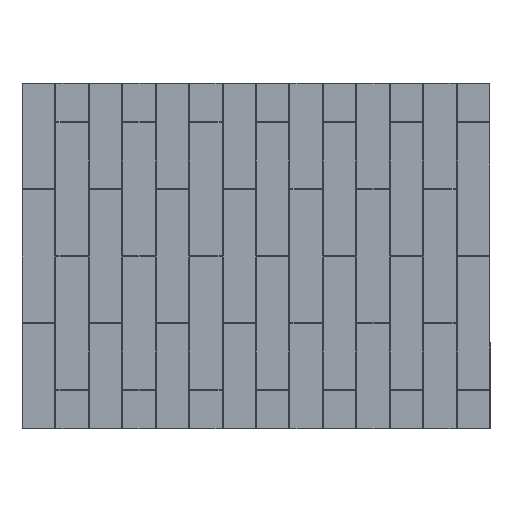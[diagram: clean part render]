
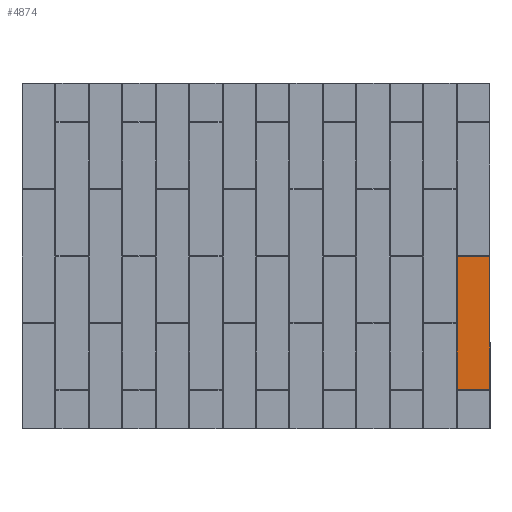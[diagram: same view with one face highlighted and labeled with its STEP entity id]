
A CAD part, top view. The second image highlights one B-rep face of the part: STEP entity #4874.
In plain terms, the highlighted planar face has unit normal (0, 0, 1).
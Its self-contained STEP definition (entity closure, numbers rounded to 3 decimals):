
#827 = EDGE_CURVE ( 'NONE', #62586, #11747, #23930, .T. ) ;
#1486 = DIRECTION ( 'NONE',  ( 0., 0., 1. ) ) ;
#2240 = EDGE_CURVE ( 'NONE', #19448, #5071, #28146, .T. ) ;
#2354 = ORIENTED_EDGE ( 'NONE', *, *, #2240, .T. ) ;
#2735 = CARTESIAN_POINT ( 'NONE',  ( 0., 0., 4.762 ) ) ;
#3291 = DIRECTION ( 'NONE',  ( 1., 0., 0. ) ) ;
#4038 = DIRECTION ( 'NONE',  ( -1., 0., 0. ) ) ;
#4874 = ADVANCED_FACE ( 'NONE', ( #46140 ), #45212, .T. ) ;
#5071 = VERTEX_POINT ( 'NONE', #53437 ) ;
#6171 = DIRECTION ( 'NONE',  ( 0., -1., 0. ) ) ;
#7201 = DIRECTION ( 'NONE',  ( 1., 0., 0. ) ) ;
#9412 = VECTOR ( 'NONE', #52743, 1000. ) ;
#9965 = B_SPLINE_CURVE_WITH_KNOTS ( 'NONE', 3,
 ( #11858, #35031, #49898, #12173, #35945, #25540, #16937, #10938, #31511, #20781 ),
 .UNSPECIFIED., .F., .F.,
 ( 4, 2, 2, 2, 4 ),
 ( 0., 0.128, 0.333, 0.662, 1. ),
 .UNSPECIFIED. ) ;
#10458 = VERTEX_POINT ( 'NONE', #55033 ) ;
#10891 = ORIENTED_EDGE ( 'NONE', *, *, #33491, .F. ) ;
#10938 = CARTESIAN_POINT ( 'NONE',  ( 1068.965, -607.287, 4.762 ) ) ;
#11074 = EDGE_CURVE ( 'NONE', #10458, #24065, #22336, .T. ) ;
#11466 = CARTESIAN_POINT ( 'NONE',  ( 1068.973, -2.3, 4.762 ) ) ;
#11747 = VERTEX_POINT ( 'NONE', #56542 ) ;
#11858 = CARTESIAN_POINT ( 'NONE',  ( 1069.2, -607.446, 4.762 ) ) ;
#12173 = CARTESIAN_POINT ( 'NONE',  ( 1069.125, -607.436, 4.762 ) ) ;
#15299 = ORIENTED_EDGE ( 'NONE', *, *, #11074, .T. ) ;
#16937 = CARTESIAN_POINT ( 'NONE',  ( 1069.009, -607.361, 4.762 ) ) ;
#19448 = VERTEX_POINT ( 'NONE', #51279 ) ;
#20781 = CARTESIAN_POINT ( 'NONE',  ( 1068.954, -607.2, 4.763 ) ) ;
#20979 = EDGE_CURVE ( 'NONE', #10458, #11747, #9965, .T. ) ;
#22240 = CARTESIAN_POINT ( 'NONE',  ( 1069.2, -2.154, 4.762 ) ) ;
#22336 = LINE ( 'NONE', #61606, #29250 ) ;
#23930 = LINE ( 'NONE', #28365, #9412 ) ;
#24065 = VERTEX_POINT ( 'NONE', #48129 ) ;
#25540 = CARTESIAN_POINT ( 'NONE',  ( 1069.04, -607.392, 4.762 ) ) ;
#27699 = AXIS2_PLACEMENT_3D ( 'NONE', #2735, #1486, #7201 ) ;
#28146 = LINE ( 'NONE', #47442, #32805 ) ;
#28365 = CARTESIAN_POINT ( 'NONE',  ( 1068.954, 0., 4.762 ) ) ;
#29250 = VECTOR ( 'NONE', #3291, 1000. ) ;
#30237 = ORIENTED_EDGE ( 'NONE', *, *, #827, .T. ) ;
#30800 = CARTESIAN_POINT ( 'NONE',  ( 1069.008, -2.24, 4.762 ) ) ;
#30871 = CARTESIAN_POINT ( 'NONE',  ( 1218.235, 0., 4.763 ) ) ;
#31511 = CARTESIAN_POINT ( 'NONE',  ( 1068.954, -607.243, 4.762 ) ) ;
#32365 = CARTESIAN_POINT ( 'NONE',  ( 1069.157, -2.154, 4.762 ) ) ;
#32805 = VECTOR ( 'NONE', #4038, 1000. ) ;
#32932 = VECTOR ( 'NONE', #6171, 1000. ) ;
#33491 = EDGE_CURVE ( 'NONE', #19448, #24065, #58156, .T. ) ;
#35031 = CARTESIAN_POINT ( 'NONE',  ( 1069.184, -607.446, 4.762 ) ) ;
#35945 = CARTESIAN_POINT ( 'NONE',  ( 1069.1, -607.427, 4.762 ) ) ;
#36385 = ORIENTED_EDGE ( 'NONE', *, *, #54817, .F. ) ;
#36485 = CARTESIAN_POINT ( 'NONE',  ( 1068.955, -2.367, 4.762 ) ) ;
#38291 = EDGE_LOOP ( 'NONE', ( #36385, #30237, #62326, #15299, #10891, #2354 ) ) ;
#45212 = PLANE ( 'NONE',  #27699 ) ;
#45347 = CARTESIAN_POINT ( 'NONE',  ( 1068.954, -2.4, 4.763 ) ) ;
#45660 = CARTESIAN_POINT ( 'NONE',  ( 1068.954, -2.384, 4.762 ) ) ;
#46140 = FACE_OUTER_BOUND ( 'NONE', #38291, .T. ) ;
#47442 = CARTESIAN_POINT ( 'NONE',  ( 0., -2.154, 4.762 ) ) ;
#48129 = CARTESIAN_POINT ( 'NONE',  ( 1218.235, -607.446, 4.763 ) ) ;
#49898 = CARTESIAN_POINT ( 'NONE',  ( 1069.167, -607.445, 4.762 ) ) ;
#50111 = CARTESIAN_POINT ( 'NONE',  ( 1069.039, -2.209, 4.762 ) ) ;
#51279 = CARTESIAN_POINT ( 'NONE',  ( 1218.235, -2.154, 4.762 ) ) ;
#52743 = DIRECTION ( 'NONE',  ( 0., -1., 0. ) ) ;
#52888 = B_SPLINE_CURVE_WITH_KNOTS ( 'NONE', 3,
 ( #45347, #45660, #36485, #54871, #11466, #30800, #50111, #55805, #32365, #22240 ),
 .UNSPECIFIED., .F., .F.,
 ( 4, 2, 2, 2, 4 ),
 ( 0., 0.128, 0.333, 0.662, 1. ),
 .UNSPECIFIED. ) ;
#53437 = CARTESIAN_POINT ( 'NONE',  ( 1069.2, -2.154, 4.762 ) ) ;
#54817 = EDGE_CURVE ( 'NONE', #62586, #5071, #52888, .T. ) ;
#54871 = CARTESIAN_POINT ( 'NONE',  ( 1068.964, -2.325, 4.762 ) ) ;
#55033 = CARTESIAN_POINT ( 'NONE',  ( 1069.2, -607.446, 4.762 ) ) ;
#55805 = CARTESIAN_POINT ( 'NONE',  ( 1069.113, -2.165, 4.762 ) ) ;
#56542 = CARTESIAN_POINT ( 'NONE',  ( 1068.954, -607.2, 4.763 ) ) ;
#58156 = LINE ( 'NONE', #30871, #32932 ) ;
#61605 = CARTESIAN_POINT ( 'NONE',  ( 1068.954, -2.4, 4.763 ) ) ;
#61606 = CARTESIAN_POINT ( 'NONE',  ( 0., -607.446, 4.762 ) ) ;
#62326 = ORIENTED_EDGE ( 'NONE', *, *, #20979, .F. ) ;
#62586 = VERTEX_POINT ( 'NONE', #61605 ) ;
